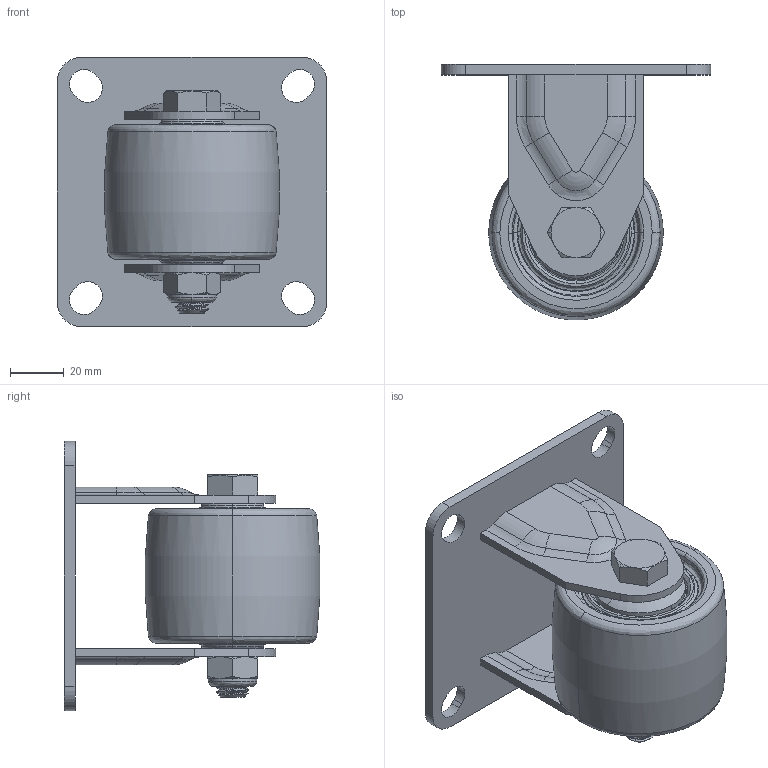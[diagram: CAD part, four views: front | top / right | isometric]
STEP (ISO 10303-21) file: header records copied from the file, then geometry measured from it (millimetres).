
FILE_DESCRIPTION (( 'STEP AP214' ), '1' );
FILE_NAME ('0044523.step', '2022-02-25T09:23:51', ( '' ), ( '' ), 'SwSTEP 2.0', 'SolidWorks 2020', '' );
FILE_SCHEMA (( 'AUTOMOTIVE_DESIGN' ));
Length unit declared in the file: millimetre
Products named in the file (1): 0044523
Bounding box: 100 x 94.86 x 100 mm (x, y, z)
Volume: 199915.8 mm3; surface area: 77775.6 mm2
Topology: 16 solids, 16 shells, 390 faces, 990 edges, 652 vertices
Faces by surface type: cylinder 161, plane 91, bspline 78, cone 42, torus 18
Entity records: 24568 total; most frequent: CARTESIAN_POINT 11087, ORIENTED_EDGE 1978, DIRECTION 1759, EDGE_CURVE 989, AXIS2_PLACEMENT_3D 734, VERTEX_POINT 652, EDGE_LOOP 447, CIRCLE 421
